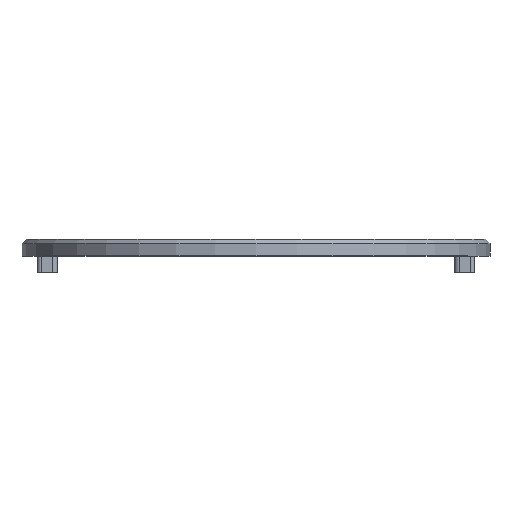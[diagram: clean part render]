
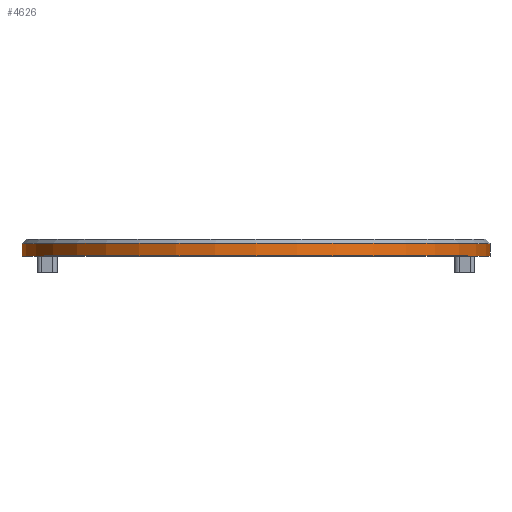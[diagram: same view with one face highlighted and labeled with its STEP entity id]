
A CAD part, top view. The second image highlights one B-rep face of the part: STEP entity #4626.
In plain terms, the highlighted cylindrical face has radius 28 mm (diameter 56 mm), a partial arc.
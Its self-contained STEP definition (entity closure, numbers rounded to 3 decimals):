
#1108=CARTESIAN_POINT('',(0.,0.,0.));
#1109=DIRECTION('',(0.,1.,0.));
#1110=DIRECTION('',(-1.,0.,0.));
#1111=AXIS2_PLACEMENT_3D('',#1108,#1109,#1110);
#1647=DIRECTION('',(0.,1.,0.));
#1648=VECTOR('',#1647,1.5);
#1649=CARTESIAN_POINT('',(28.,0.,0.));
#1650=LINE('',#1649,#1648);
#1659=CARTESIAN_POINT('',(0.,1.5,0.));
#1660=DIRECTION('',(0.,1.,0.));
#1661=DIRECTION('',(-1.,0.,0.));
#1662=AXIS2_PLACEMENT_3D('',#1659,#1660,#1661);
#1664=DIRECTION('',(0.,1.,0.));
#1665=VECTOR('',#1664,1.5);
#1666=CARTESIAN_POINT('',(-28.,0.,0.));
#1667=LINE('',#1666,#1665);
#1844=CARTESIAN_POINT('',(28.,0.,0.));
#1845=CARTESIAN_POINT('',(-28.,0.,0.));
#1846=VERTEX_POINT('',#1844);
#1847=VERTEX_POINT('',#1845);
#2246=CARTESIAN_POINT('',(-28.,1.5,0.));
#2247=CARTESIAN_POINT('',(28.,1.5,0.));
#2248=VERTEX_POINT('',#2246);
#2249=VERTEX_POINT('',#2247);
#4615=CARTESIAN_POINT('',(0.,0.,0.));
#4616=DIRECTION('',(0.,1.,0.));
#4617=DIRECTION('',(1.,0.,0.));
#4618=AXIS2_PLACEMENT_3D('',#4615,#4616,#4617);
#4619=CYLINDRICAL_SURFACE('',#4618,28.);
#4620=ORIENTED_EDGE('',*,*,#4609,.T.);
#4621=ORIENTED_EDGE('',*,*,#4583,.F.);
#4622=ORIENTED_EDGE('',*,*,#3675,.F.);
#4623=ORIENTED_EDGE('',*,*,#4580,.T.);
#4624=EDGE_LOOP('',(#4620,#4621,#4622,#4623));
#4625=FACE_OUTER_BOUND('',#4624,.F.);
#4626=ADVANCED_FACE('',(#4625),#4619,.T.);
#1112=CIRCLE('',#1111,28.);
#1663=CIRCLE('',#1662,28.);
#3675=EDGE_CURVE('',#1847,#1846,#1112,.T.);
#4580=EDGE_CURVE('',#1847,#2248,#1667,.T.);
#4583=EDGE_CURVE('',#1846,#2249,#1650,.T.);
#4609=EDGE_CURVE('',#2248,#2249,#1663,.T.);
